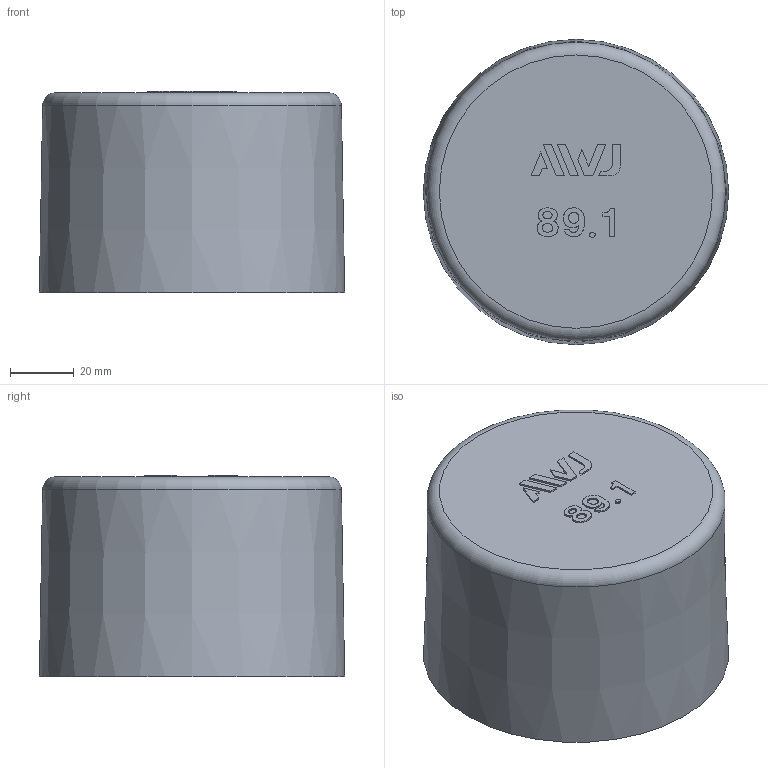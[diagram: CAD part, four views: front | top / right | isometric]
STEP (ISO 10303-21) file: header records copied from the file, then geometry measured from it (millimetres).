
FILE_DESCRIPTION( ( 'STEP AP203' ), '1' );
FILE_NAME( '80A.step', '2022-07-25T05:26:51', ( ' ' ), ( ' ' ), 'XStep 1.0', ' ', ' ' );
FILE_SCHEMA( ( 'CONFIG_CONTROL_DESIGN' ) );
Length unit declared in the file: millimetre
Products named in the file (1): 1
Bounding box: 96.15 x 96.15 x 63.5 mm (x, y, z)
Volume: 72128.7 mm3; surface area: 49042.4 mm2
Topology: 1 solids, 1 shells, 65 faces, 148 edges, 98 vertices
Faces by surface type: plane 48, extrusion 11, torus 2, cone 2, cylinder 2
Entity records: 2158 total; most frequent: CARTESIAN_POINT 734, ORIENTED_EDGE 280, DIRECTION 235, EDGE_CURVE 140, VECTOR 105, VERTEX_POINT 98, LINE 94, EDGE_LOOP 86
